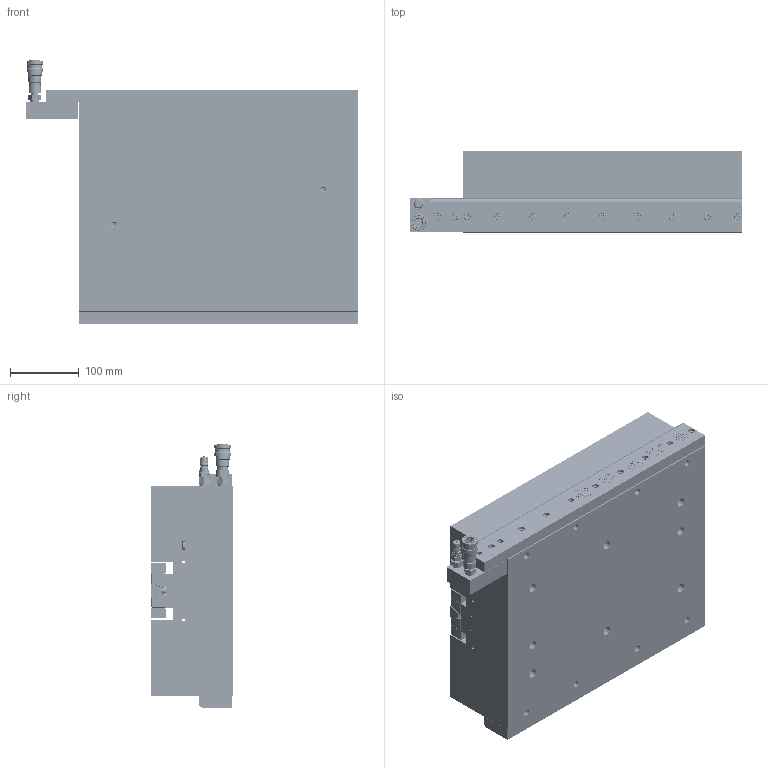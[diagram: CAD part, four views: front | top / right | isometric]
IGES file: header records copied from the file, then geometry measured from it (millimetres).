
Start section: SolidWorks IGES file using analytic representation for surfaces
Global section: file name: 16 STATION MULTI-VISE - HYDRAULIC.IGS; native system: SolidWorks 2013; preprocessor: SolidWorks 2013; author: mikel; date: 150720.083002; units: inch
Bounding box: 483.24 x 119 x 383.58 mm (x, y, z)
Surface area: 1512449.7 mm2 (no closed solid volume)
Topology: 0 solids, 0 shells, 8776 faces, 96575 edges, 96331 vertices
Faces by surface type: bspline 5151, revolution 3625
